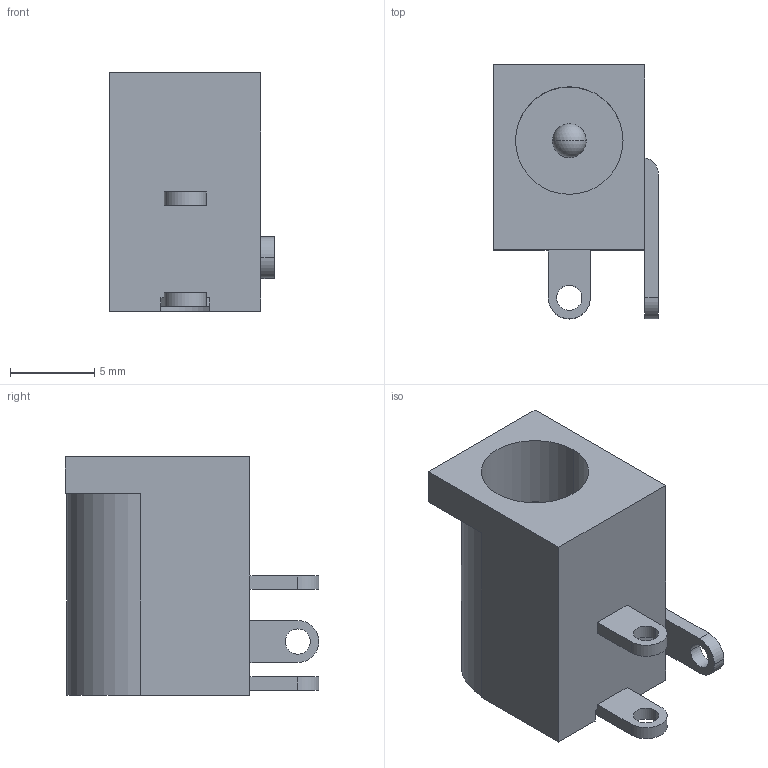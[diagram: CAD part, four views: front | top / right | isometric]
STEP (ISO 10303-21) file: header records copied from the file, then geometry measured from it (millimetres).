
FILE_DESCRIPTION (( 'STEP AP214' ), '1' );
FILE_NAME ('Part1.STEP', '2015-10-16T19:06:56', ( '' ), ( '' ), 'SwSTEP 2.0', 'SolidWorks 2014', '' );
FILE_SCHEMA (( 'AUTOMOTIVE_DESIGN' ));
Length unit declared in the file: millimetre
Products named in the file (1): Part1
Bounding box: 9.8 x 15.1 x 14.2 mm (x, y, z)
Volume: 969.2 mm3; surface area: 1109.9 mm2
Topology: 1 solids, 1 shells, 49 faces, 129 edges, 85 vertices
Faces by surface type: plane 25, cylinder 22, sphere 2
Entity records: 1769 total; most frequent: DIRECTION 275, CARTESIAN_POINT 264, ORIENTED_EDGE 258, EDGE_CURVE 129, AXIS2_PLACEMENT_3D 96, VERTEX_POINT 85, LINE 83, VECTOR 83
